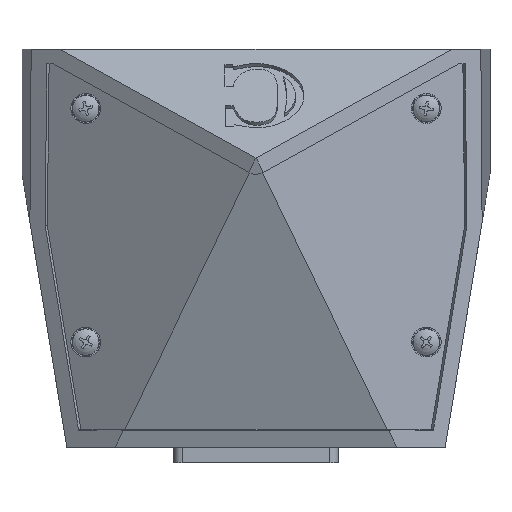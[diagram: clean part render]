
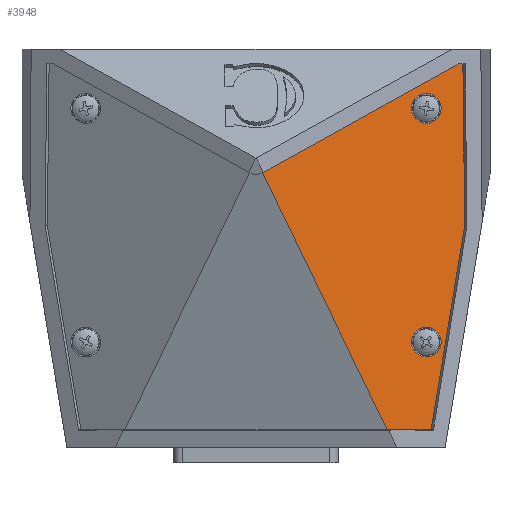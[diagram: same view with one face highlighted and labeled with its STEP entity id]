
A CAD part, top view. The second image highlights one B-rep face of the part: STEP entity #3948.
In plain terms, the highlighted planar face has unit normal (0.53, -0.048, 0.847).
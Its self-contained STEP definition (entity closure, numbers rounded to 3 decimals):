
#120=ELLIPSE('',#4837,2.067,1.75);
#121=ELLIPSE('',#4840,2.067,1.75);
#233=PLANE('',#4893);
#558=LINE('',#6694,#999);
#562=LINE('',#6702,#1003);
#573=LINE('',#6724,#1014);
#575=LINE('',#6728,#1016);
#577=LINE('',#6732,#1018);
#579=LINE('',#6736,#1020);
#640=LINE('',#6940,#1081);
#999=VECTOR('',#5561,1000.);
#1003=VECTOR('',#5567,1000.);
#1014=VECTOR('',#5590,1000.);
#1016=VECTOR('',#5594,1000.);
#1018=VECTOR('',#5598,1000.);
#1020=VECTOR('',#5602,1000.);
#1081=VECTOR('',#5729,1000.);
#1934=ORIENTED_EDGE('',*,*,#2618,.T.);
#1935=ORIENTED_EDGE('',*,*,#2616,.T.);
#1936=ORIENTED_EDGE('',*,*,#2614,.F.);
#1937=ORIENTED_EDGE('',*,*,#2612,.T.);
#1938=ORIENTED_EDGE('',*,*,#2597,.T.);
#1939=ORIENTED_EDGE('',*,*,#2601,.F.);
#1940=ORIENTED_EDGE('',*,*,#2690,.F.);
#1941=ORIENTED_EDGE('',*,*,#2583,.T.);
#1942=ORIENTED_EDGE('',*,*,#2585,.T.);
#2583=EDGE_CURVE('',#3046,#3046,#120,.F.);
#2585=EDGE_CURVE('',#3048,#3048,#121,.F.);
#2597=EDGE_CURVE('',#3058,#3057,#558,.T.);
#2601=EDGE_CURVE('',#3060,#3057,#562,.T.);
#2612=EDGE_CURVE('',#3066,#3058,#573,.T.);
#2614=EDGE_CURVE('',#3066,#3067,#575,.T.);
#2616=EDGE_CURVE('',#3068,#3067,#577,.T.);
#2618=EDGE_CURVE('',#3069,#3068,#579,.T.);
#2690=EDGE_CURVE('',#3069,#3060,#640,.T.);
#3046=VERTEX_POINT('',#6663);
#3048=VERTEX_POINT('',#6668);
#3057=VERTEX_POINT('',#6693);
#3058=VERTEX_POINT('',#6695);
#3060=VERTEX_POINT('',#6701);
#3066=VERTEX_POINT('',#6725);
#3067=VERTEX_POINT('',#6729);
#3068=VERTEX_POINT('',#6733);
#3069=VERTEX_POINT('',#6737);
#3435=EDGE_LOOP('',(#1934,#1935,#1936,#1937,#1938,#1939,#1940));
#3436=EDGE_LOOP('',(#1941));
#3437=EDGE_LOOP('',(#1942));
#3688=FACE_BOUND('',#3435,.T.);
#3689=FACE_BOUND('',#3436,.T.);
#3690=FACE_BOUND('',#3437,.T.);
#3948=ADVANCED_FACE('',(#3688,#3689,#3690),#233,.T.);
#4837=AXIS2_PLACEMENT_3D('',#6662,#5527,#5528);
#4840=AXIS2_PLACEMENT_3D('',#6667,#5533,#5534);
#4893=AXIS2_PLACEMENT_3D('',#6939,#5727,#5728);
#5527=DIRECTION('',(0.53,-0.048,0.847));
#5528=DIRECTION('',(0.843,-0.076,-0.532));
#5533=DIRECTION('',(0.53,-0.048,0.847));
#5534=DIRECTION('',(0.843,-0.076,-0.532));
#5561=DIRECTION('',(-0.776,-0.431,0.461));
#5567=DIRECTION('',(-0.416,0.856,0.308));
#5590=DIRECTION('',(-0.848,0.,0.531));
#5594=DIRECTION('',(0.011,-0.998,-0.063));
#5598=DIRECTION('',(0.162,0.986,-0.046));
#5602=DIRECTION('',(0.848,0.,-0.531));
#5727=DIRECTION('',(0.53,-0.048,0.847));
#5728=DIRECTION('',(-0.848,0.,0.531));
#5729=DIRECTION('',(0.838,0.185,-0.514));
#6662=CARTESIAN_POINT('',(20.05,15.08,12.187));
#6663=CARTESIAN_POINT('',(21.793,14.923,11.087));
#6667=CARTESIAN_POINT('',(20.05,-12.42,10.638));
#6668=CARTESIAN_POINT('',(21.793,-12.577,9.538));
#6693=CARTESIAN_POINT('',(0.696,7.626,23.882));
#6694=CARTESIAN_POINT('',(12.869,14.389,16.643));
#6695=CARTESIAN_POINT('',(23.61,20.356,10.255));
#6701=CARTESIAN_POINT('',(15.427,-22.684,12.954));
#6702=CARTESIAN_POINT('',(0.174,8.699,24.269));
#6724=CARTESIAN_POINT('',(23.773,20.356,10.153));
#6725=CARTESIAN_POINT('',(24.36,20.356,9.786));
#6728=CARTESIAN_POINT('',(24.848,-23.569,7.007));
#6729=CARTESIAN_POINT('',(24.571,1.343,8.583));
#6732=CARTESIAN_POINT('',(22.447,-11.615,9.183));
#6733=CARTESIAN_POINT('',(20.622,-22.748,9.699));
#6736=CARTESIAN_POINT('',(13.458,-22.748,14.183));
#6737=CARTESIAN_POINT('',(15.136,-22.748,13.133));
#6939=CARTESIAN_POINT('',(13.423,-24.147,14.127));
#6940=CARTESIAN_POINT('',(13.289,-23.157,14.266));
